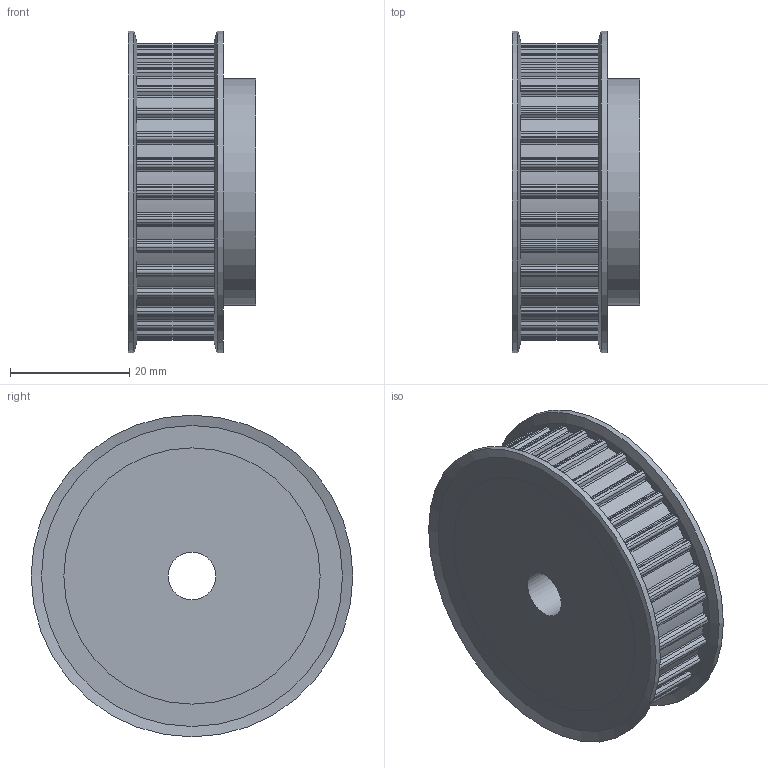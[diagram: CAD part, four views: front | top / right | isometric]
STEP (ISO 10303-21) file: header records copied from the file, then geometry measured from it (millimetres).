
FILE_DESCRIPTION(/* description */ ('Alibre Inc.'),/* implementation_level */ '2;1');
FILE_NAME(/* name */ 'export-C9DDB3DC-83C2-4987-B118-8092B9CC2DCB',/* time_stamp */ '2024-01-30T14:28:08+01:00',/* author */ (''),/* organization */ (''),/* preprocessor_version */ 'ST-DEVELOPER v17',/* originating_system */ 'Alibre',/* authorisation */ '');
FILE_SCHEMA (('AUTOMOTIVE_DESIGN'));
Length unit declared in the file: millimetre
Products named in the file (3): 60021032BODY; 5030000212; 60021032
Bounding box: 21.47 x 54 x 54 mm (x, y, z)
Volume: 34089 mm3; surface area: 11552.9 mm2
Topology: 3 solids, 3 shells, 302 faces, 883 edges, 590 vertices
Faces by surface type: cylinder 225, plane 73, cone 4
Full cylindrical faces by diameter (mm): 8 x1, 38 x1, 43 x4, 54 x2
Entity records: 9829 total; most frequent: DIRECTION 1746, ORIENTED_EDGE 1738, CARTESIAN_POINT 1697, EDGE_CURVE 869, AXIS2_PLACEMENT_3D 700, VERTEX_POINT 580, VECTOR 417, LINE 417
